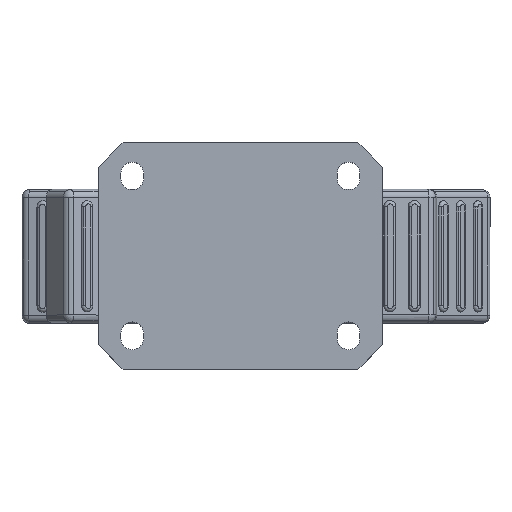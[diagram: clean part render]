
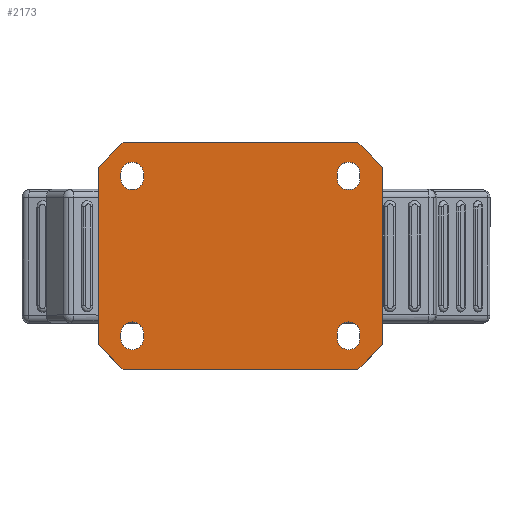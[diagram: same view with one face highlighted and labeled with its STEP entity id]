
A CAD part, top view. The second image highlights one B-rep face of the part: STEP entity #2173.
In plain terms, the highlighted planar face has unit normal (0, 0, 1).
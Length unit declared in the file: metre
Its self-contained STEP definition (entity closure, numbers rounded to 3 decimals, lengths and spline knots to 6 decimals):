
#2173=ADVANCED_FACE('100:100',(#4582,#4583,#4584,#4585,#4586),#4587,.T.);
#4582=FACE_BOUND('',#23964,.T.);
#4583=FACE_BOUND('',#23965,.T.);
#4584=FACE_BOUND('',#23966,.T.);
#4585=FACE_BOUND('',#23967,.T.);
#4586=FACE_OUTER_BOUND('',#23968,.T.);
#4587=PLANE('',#23969);
#23964=EDGE_LOOP('',(#47832,#47833,#47834,#47835));
#23965=EDGE_LOOP('',(#47836,#47837,#47838,#47839));
#23966=EDGE_LOOP('',(#47840,#47841,#47842,#47843));
#23967=EDGE_LOOP('',(#47844,#47845,#47846,#47847));
#23968=EDGE_LOOP('',(#47848,#47849,#47850,#47851,#47852,#47853,#47854,#47855));
#23969=AXIS2_PLACEMENT_3D('',#47856,#47857,#47858);
#47832=ORIENTED_EDGE('',*,*,#55519,.T.);
#47833=ORIENTED_EDGE('',*,*,#55516,.T.);
#47834=ORIENTED_EDGE('',*,*,#55513,.T.);
#47835=ORIENTED_EDGE('',*,*,#55522,.T.);
#47836=ORIENTED_EDGE('',*,*,#55531,.T.);
#47837=ORIENTED_EDGE('',*,*,#55528,.T.);
#47838=ORIENTED_EDGE('',*,*,#55525,.T.);
#47839=ORIENTED_EDGE('',*,*,#55534,.T.);
#47840=ORIENTED_EDGE('',*,*,#55543,.T.);
#47841=ORIENTED_EDGE('',*,*,#55540,.T.);
#47842=ORIENTED_EDGE('',*,*,#55537,.T.);
#47843=ORIENTED_EDGE('',*,*,#55546,.T.);
#47844=ORIENTED_EDGE('',*,*,#55555,.T.);
#47845=ORIENTED_EDGE('',*,*,#55552,.T.);
#47846=ORIENTED_EDGE('',*,*,#55549,.T.);
#47847=ORIENTED_EDGE('',*,*,#55558,.T.);
#47848=ORIENTED_EDGE('',*,*,#55561,.T.);
#47849=ORIENTED_EDGE('',*,*,#55563,.F.);
#47850=ORIENTED_EDGE('',*,*,#55564,.T.);
#47851=ORIENTED_EDGE('',*,*,#55565,.F.);
#47852=ORIENTED_EDGE('',*,*,#55566,.T.);
#47853=ORIENTED_EDGE('',*,*,#55567,.F.);
#47854=ORIENTED_EDGE('',*,*,#55568,.T.);
#47855=ORIENTED_EDGE('',*,*,#55569,.F.);
#47856=CARTESIAN_POINT('',(0.0,0.0,0.0));
#47857=DIRECTION('',(0.0,0.0,1.0));
#47858=DIRECTION('',(1.0,0.0,0.0));
#55513=EDGE_CURVE('106:184271',#60655,#60653,#60656,.T.);
#55516=EDGE_CURVE('106:184277',#60660,#60655,#60661,.T.);
#55519=EDGE_CURVE('106:184250',#60665,#60660,#60666,.T.);
#55522=EDGE_CURVE('106:184262',#60653,#60665,#60669,.T.);
#55525=EDGE_CURVE('106:183971',#60675,#60673,#60676,.T.);
#55528=EDGE_CURVE('106:183977',#60680,#60675,#60681,.T.);
#55531=EDGE_CURVE('106:183950',#60685,#60680,#60686,.T.);
#55534=EDGE_CURVE('106:183962',#60673,#60685,#60689,.T.);
#55537=EDGE_CURVE('106:183671',#60695,#60693,#60696,.T.);
#55540=EDGE_CURVE('106:183677',#60700,#60695,#60701,.T.);
#55543=EDGE_CURVE('106:183650',#60705,#60700,#60706,.T.);
#55546=EDGE_CURVE('106:183662',#60693,#60705,#60709,.T.);
#55549=EDGE_CURVE('106:183371',#60715,#60713,#60716,.T.);
#55552=EDGE_CURVE('106:183377',#60720,#60715,#60721,.T.);
#55555=EDGE_CURVE('106:183350',#60725,#60720,#60726,.T.);
#55558=EDGE_CURVE('106:183362',#60713,#60725,#60729,.T.);
#55561=EDGE_CURVE('106:177232',#60735,#60733,#60736,.T.);
#55563=EDGE_CURVE('100:166',#60738,#60733,#60739,.T.);
#55564=EDGE_CURVE('106:176990',#60738,#60740,#60741,.T.);
#55565=EDGE_CURVE('100:184',#60742,#60740,#60743,.T.);
#55566=EDGE_CURVE('106:176747',#60742,#60744,#60745,.T.);
#55567=EDGE_CURVE('100:127',#60746,#60744,#60747,.T.);
#55568=EDGE_CURVE('106:176500',#60746,#60748,#60749,.T.);
#55569=EDGE_CURVE('100:148',#60735,#60748,#60750,.T.);
#60653=VERTEX_POINT('',#77836);
#60655=VERTEX_POINT('',#77839);
#60656=LINE('',#77840,#77841);
#60660=VERTEX_POINT('',#77846);
#60661=CIRCLE('',#77847,0.0055);
#60665=VERTEX_POINT('',#77853);
#60666=LINE('',#77854,#77855);
#60669=CIRCLE('',#77859,0.0055);
#60673=VERTEX_POINT('',#77864);
#60675=VERTEX_POINT('',#77867);
#60676=LINE('',#77868,#77869);
#60680=VERTEX_POINT('',#77874);
#60681=CIRCLE('',#77875,0.0055);
#60685=VERTEX_POINT('',#77881);
#60686=LINE('',#77882,#77883);
#60689=CIRCLE('',#77887,0.0055);
#60693=VERTEX_POINT('',#77892);
#60695=VERTEX_POINT('',#77895);
#60696=LINE('',#77896,#77897);
#60700=VERTEX_POINT('',#77902);
#60701=CIRCLE('',#77903,0.0055);
#60705=VERTEX_POINT('',#77909);
#60706=LINE('',#77910,#77911);
#60709=CIRCLE('',#77915,0.0055);
#60713=VERTEX_POINT('',#77920);
#60715=VERTEX_POINT('',#77923);
#60716=LINE('',#77924,#77925);
#60720=VERTEX_POINT('',#77930);
#60721=CIRCLE('',#77931,0.0055);
#60725=VERTEX_POINT('',#77937);
#60726=LINE('',#77938,#77939);
#60729=CIRCLE('',#77943,0.0055);
#60733=VERTEX_POINT('',#77948);
#60735=VERTEX_POINT('',#77951);
#60736=LINE('',#77952,#77953);
#60738=VERTEX_POINT('',#77956);
#60739=LINE('',#77957,#77958);
#60740=VERTEX_POINT('',#77959);
#60741=LINE('',#77960,#77961);
#60742=VERTEX_POINT('',#77962);
#60743=LINE('',#77963,#77964);
#60744=VERTEX_POINT('',#77965);
#60745=LINE('',#77966,#77967);
#60746=VERTEX_POINT('',#77968);
#60747=LINE('',#77969,#77970);
#60748=VERTEX_POINT('',#77971);
#60749=LINE('',#77972,#77973);
#60750=LINE('',#77974,#77975);
#77836=CARTESIAN_POINT('',(-0.047,-0.04,0.0));
#77839=CARTESIAN_POINT('',(-0.047,-0.0375,0.0));
#77840=CARTESIAN_POINT('',(-0.047,-0.019375,0.0));
#77841=VECTOR('',#93373,1.0);
#77846=CARTESIAN_POINT('',(-0.058,-0.0375,0.0));
#77847=AXIS2_PLACEMENT_3D('',#93378,#93379,#93380);
#77853=CARTESIAN_POINT('',(-0.058,-0.04,0.0));
#77854=CARTESIAN_POINT('',(-0.058,-0.019375,0.0));
#77855=VECTOR('',#93383,1.0);
#77859=AXIS2_PLACEMENT_3D('',#93388,#93389,#93390);
#77864=CARTESIAN_POINT('',(-0.047,0.0375,0.0));
#77867=CARTESIAN_POINT('',(-0.047,0.04,0.0));
#77868=CARTESIAN_POINT('',(-0.047,0.019375,0.0));
#77869=VECTOR('',#93393,1.0);
#77874=CARTESIAN_POINT('',(-0.058,0.04,0.0));
#77875=AXIS2_PLACEMENT_3D('',#93398,#93399,#93400);
#77881=CARTESIAN_POINT('',(-0.058,0.0375,0.0));
#77882=CARTESIAN_POINT('',(-0.058,0.019375,0.0));
#77883=VECTOR('',#93403,1.0);
#77887=AXIS2_PLACEMENT_3D('',#93408,#93409,#93410);
#77892=CARTESIAN_POINT('',(0.047,0.04,0.0));
#77895=CARTESIAN_POINT('',(0.047,0.0375,0.0));
#77896=CARTESIAN_POINT('',(0.047,0.019375,0.0));
#77897=VECTOR('',#93413,1.0);
#77902=CARTESIAN_POINT('',(0.058,0.0375,0.0));
#77903=AXIS2_PLACEMENT_3D('',#93418,#93419,#93420);
#77909=CARTESIAN_POINT('',(0.058,0.04,0.0));
#77910=CARTESIAN_POINT('',(0.058,0.019375,0.0));
#77911=VECTOR('',#93423,1.0);
#77915=AXIS2_PLACEMENT_3D('',#93428,#93429,#93430);
#77920=CARTESIAN_POINT('',(0.047,-0.0375,0.0));
#77923=CARTESIAN_POINT('',(0.047,-0.04,0.0));
#77924=CARTESIAN_POINT('',(0.047,-0.019375,0.0));
#77925=VECTOR('',#93433,1.0);
#77930=CARTESIAN_POINT('',(0.058,-0.04,0.0));
#77931=AXIS2_PLACEMENT_3D('',#93438,#93439,#93440);
#77937=CARTESIAN_POINT('',(0.058,-0.0375,0.0));
#77938=CARTESIAN_POINT('',(0.058,-0.019375,0.0));
#77939=VECTOR('',#93443,1.0);
#77943=AXIS2_PLACEMENT_3D('',#93448,#93449,#93450);
#77948=CARTESIAN_POINT('',(0.057,0.055,0.0));
#77951=CARTESIAN_POINT('',(0.069,0.043,0.0));
#77952=CARTESIAN_POINT('',(0.0595,0.0525,0.0));
#77953=VECTOR('',#93453,1.0);
#77956=CARTESIAN_POINT('',(-0.057,0.055,0.0));
#77957=CARTESIAN_POINT('',(0.0,0.055,0.0));
#77958=VECTOR('',#93455,1.0);
#77959=CARTESIAN_POINT('',(-0.069,0.043,0.0));
#77960=CARTESIAN_POINT('',(-0.0595,0.0525,0.0));
#77961=VECTOR('',#93456,1.0);
#77962=CARTESIAN_POINT('',(-0.069,-0.043,0.0));
#77963=CARTESIAN_POINT('',(-0.069,0.0,0.0));
#77964=VECTOR('',#93457,1.0);
#77965=CARTESIAN_POINT('',(-0.057,-0.055,0.0));
#77966=CARTESIAN_POINT('',(-0.0595,-0.0525,0.0));
#77967=VECTOR('',#93458,1.0);
#77968=CARTESIAN_POINT('',(0.057,-0.055,0.0));
#77969=CARTESIAN_POINT('',(0.0,-0.055,0.0));
#77970=VECTOR('',#93459,1.0);
#77971=CARTESIAN_POINT('',(0.069,-0.043,0.0));
#77972=CARTESIAN_POINT('',(0.0595,-0.0525,0.0));
#77973=VECTOR('',#93460,1.0);
#77974=CARTESIAN_POINT('',(0.069,0.0,0.0));
#77975=VECTOR('',#93461,1.0);
#93373=DIRECTION('',(0.0,-1.0,0.0));
#93378=CARTESIAN_POINT('',(-0.0525,-0.0375,0.0));
#93379=DIRECTION('',(-0.0,0.0,-1.0));
#93380=DIRECTION('',(-1.0,0.0,0.0));
#93383=DIRECTION('',(0.0,1.0,-0.0));
#93388=CARTESIAN_POINT('',(-0.0525,-0.04,0.0));
#93389=DIRECTION('',(-0.0,0.0,-1.0));
#93390=DIRECTION('',(-1.0,0.0,0.0));
#93393=DIRECTION('',(0.0,-1.0,0.0));
#93398=CARTESIAN_POINT('',(-0.0525,0.04,0.0));
#93399=DIRECTION('',(-0.0,0.0,-1.0));
#93400=DIRECTION('',(-1.0,0.0,0.0));
#93403=DIRECTION('',(0.0,1.0,-0.0));
#93408=CARTESIAN_POINT('',(-0.0525,0.0375,0.0));
#93409=DIRECTION('',(-0.0,0.0,-1.0));
#93410=DIRECTION('',(-1.0,0.0,0.0));
#93413=DIRECTION('',(0.0,1.0,-0.0));
#93418=CARTESIAN_POINT('',(0.0525,0.0375,0.0));
#93419=DIRECTION('',(0.0,0.0,-1.0));
#93420=DIRECTION('',(1.0,0.0,0.0));
#93423=DIRECTION('',(0.0,-1.0,0.0));
#93428=CARTESIAN_POINT('',(0.0525,0.04,0.0));
#93429=DIRECTION('',(0.0,0.0,-1.0));
#93430=DIRECTION('',(1.0,0.0,0.0));
#93433=DIRECTION('',(0.0,1.0,-0.0));
#93438=CARTESIAN_POINT('',(0.0525,-0.04,0.0));
#93439=DIRECTION('',(0.0,0.0,-1.0));
#93440=DIRECTION('',(1.0,0.0,0.0));
#93443=DIRECTION('',(0.0,-1.0,0.0));
#93448=CARTESIAN_POINT('',(0.0525,-0.0375,0.0));
#93449=DIRECTION('',(0.0,0.0,-1.0));
#93450=DIRECTION('',(1.0,0.0,0.0));
#93453=DIRECTION('',(-0.707,0.707,0.0));
#93455=DIRECTION('',(1.0,0.0,0.0));
#93456=DIRECTION('',(-0.707,-0.707,0.0));
#93457=DIRECTION('',(0.0,1.0,-0.0));
#93458=DIRECTION('',(0.707,-0.707,0.0));
#93459=DIRECTION('',(-1.0,0.0,0.0));
#93460=DIRECTION('',(0.707,0.707,-0.0));
#93461=DIRECTION('',(0.0,-1.0,0.0));
